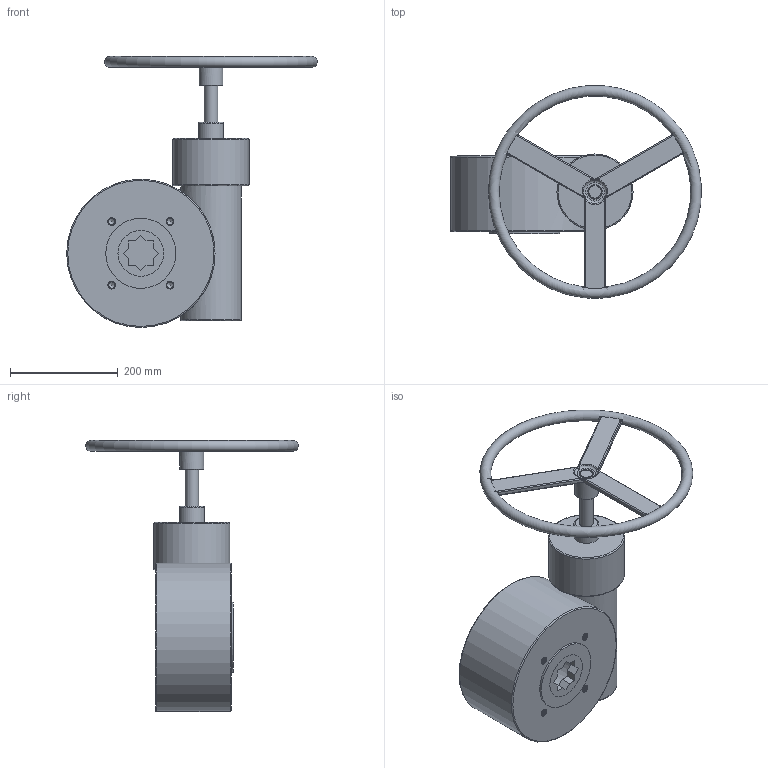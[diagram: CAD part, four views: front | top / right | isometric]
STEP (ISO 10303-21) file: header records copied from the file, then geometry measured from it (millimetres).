
FILE_DESCRIPTION(/* description */ (''),/* implementation_level */ '2;1');
FILE_NAME(/* name */ 'Gear 5596 DN600.step',/* time_stamp */ '2017-10-10T11:35:51+02:00',/* author */ ('mr84N69'),/* organization */ (''),/* preprocessor_version */ 'ST-DEVELOPER v16.13',/* originating_system */ 'Autodesk Translation Framework v6.5.0.72',/* authorisation */ '');
FILE_SCHEMA (('AUTOMOTIVE_DESIGN { 1 0 10303 214 3 1 1 }'));
Length unit declared in the file: millimetre
Products named in the file (7): Gear 5596 (DN600) v7 v4; Component1; Håndhjul DN400-DN600 v1; Component3; Component2; Stjerne 46x46 v1; Component1_1
Assembly tree (6 placements, depth 4):
  Gear 5596 (DN600) v7 v4
    Component1
      Håndhjul DN400-DN600 v1
        Component3
    Component2
    Stjerne 46x46 v1
      Component1_1
Bounding box: 464.64 x 394.18 x 502.5 mm (x, y, z)
Volume: 11582015.7 mm3; surface area: 608739.8 mm2
Topology: 5 solids, 5 shells, 401 faces, 1111 edges, 718 vertices
Faces by surface type: cylinder 296, plane 47, bspline 32, torus 11, cone 9, sphere 6
Full cylindrical faces by diameter (mm): 12.023 x124, 14.251 x136, 25 x3, 44 x1, 46 x1, 85 x3, 113 x1, 130 x1, 141 x1, 275 x1
Entity records: 41550 total; most frequent: CARTESIAN_POINT 32349, ORIENTED_EDGE 2214, DIRECTION 1393, EDGE_CURVE 1107, VERTEX_POINT 718, B_SPLINE_CURVE_WITH_KNOTS 612, AXIS2_PLACEMENT_3D 516, EDGE_LOOP 417
